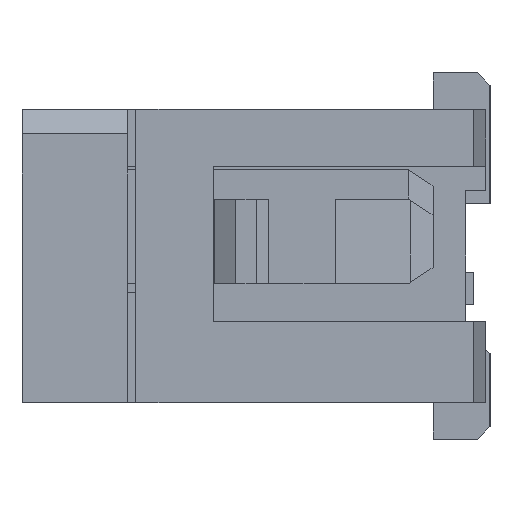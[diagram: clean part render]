
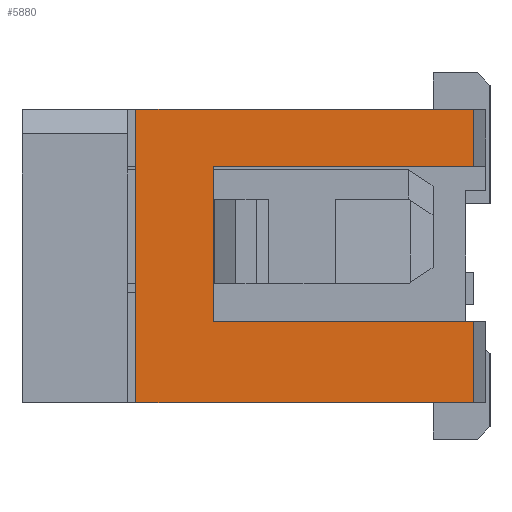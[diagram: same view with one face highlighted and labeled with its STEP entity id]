
A CAD part, left-side view. The second image highlights one B-rep face of the part: STEP entity #5880.
In plain terms, the highlighted planar face has unit normal (-1, 0, 0).
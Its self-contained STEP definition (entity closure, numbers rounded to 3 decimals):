
#1=DIRECTION('',(0.,0.,-1.));
#2=VECTOR('',#1,3.6);
#3=CARTESIAN_POINT('',(-6.425,4.3,1.8));
#4=LINE('',#3,#2);
#5=DIRECTION('',(0.,-1.,0.));
#6=VECTOR('',#5,4.15);
#7=CARTESIAN_POINT('',(-6.425,4.3,1.8));
#8=LINE('',#7,#6);
#9=DIRECTION('',(0.,0.,-1.));
#10=VECTOR('',#9,0.7);
#11=CARTESIAN_POINT('',(-6.425,0.15,1.8));
#12=LINE('',#11,#10);
#13=DIRECTION('',(0.,1.,0.));
#14=VECTOR('',#13,3.2);
#15=CARTESIAN_POINT('',(-6.425,0.15,1.1));
#16=LINE('',#15,#14);
#17=DIRECTION('',(0.,0.,-1.));
#18=VECTOR('',#17,1.9);
#19=CARTESIAN_POINT('',(-6.425,3.35,1.1));
#20=LINE('',#19,#18);
#21=DIRECTION('',(0.,0.,-1.));
#22=VECTOR('',#21,1.);
#23=CARTESIAN_POINT('',(-6.425,0.15,-0.8));
#24=LINE('',#23,#22);
#25=DIRECTION('',(0.,1.,0.));
#26=VECTOR('',#25,4.15);
#27=CARTESIAN_POINT('',(-6.425,0.15,-1.8));
#28=LINE('',#27,#26);
#1053=DIRECTION('',(0.,1.,0.));
#1054=VECTOR('',#1053,3.2);
#1055=CARTESIAN_POINT('',(-6.425,0.15,-0.8));
#1056=LINE('',#1055,#1054);
#4425=CARTESIAN_POINT('',(-6.425,4.3,1.8));
#4426=CARTESIAN_POINT('',(-6.425,4.3,-1.8));
#4427=VERTEX_POINT('',#4425);
#4428=VERTEX_POINT('',#4426);
#4437=CARTESIAN_POINT('',(-6.425,0.15,1.8));
#4438=VERTEX_POINT('',#4437);
#4445=CARTESIAN_POINT('',(-6.425,0.15,-1.8));
#4446=VERTEX_POINT('',#4445);
#4515=CARTESIAN_POINT('',(-6.425,0.15,1.1));
#4516=VERTEX_POINT('',#4515);
#4517=CARTESIAN_POINT('',(-6.425,0.15,-0.8));
#4518=VERTEX_POINT('',#4517);
#4639=CARTESIAN_POINT('',(-6.425,3.35,1.1));
#4640=CARTESIAN_POINT('',(-6.425,3.35,-0.8));
#4641=VERTEX_POINT('',#4639);
#4642=VERTEX_POINT('',#4640);
#5857=CARTESIAN_POINT('',(-6.425,0.,0.));
#5858=DIRECTION('',(1.,0.,0.));
#5859=DIRECTION('',(0.,-1.,0.));
#5860=AXIS2_PLACEMENT_3D('',#5857,#5858,#5859);
#5861=PLANE('',#5860);
#5863=ORIENTED_EDGE('',*,*,#5862,.F.);
#5865=ORIENTED_EDGE('',*,*,#5864,.T.);
#5867=ORIENTED_EDGE('',*,*,#5866,.T.);
#5869=ORIENTED_EDGE('',*,*,#5868,.T.);
#5871=ORIENTED_EDGE('',*,*,#5870,.T.);
#5873=ORIENTED_EDGE('',*,*,#5872,.F.);
#5875=ORIENTED_EDGE('',*,*,#5874,.T.);
#5877=ORIENTED_EDGE('',*,*,#5876,.T.);
#5878=EDGE_LOOP('',(#5863,#5865,#5867,#5869,#5871,#5873,#5875,#5877));
#5879=FACE_OUTER_BOUND('',#5878,.F.);
#5880=ADVANCED_FACE('',(#5879),#5861,.F.);
#5862=EDGE_CURVE('',#4427,#4428,#4,.T.);
#5864=EDGE_CURVE('',#4427,#4438,#8,.T.);
#5866=EDGE_CURVE('',#4438,#4516,#12,.T.);
#5868=EDGE_CURVE('',#4516,#4641,#16,.T.);
#5870=EDGE_CURVE('',#4641,#4642,#20,.T.);
#5872=EDGE_CURVE('',#4518,#4642,#1056,.T.);
#5874=EDGE_CURVE('',#4518,#4446,#24,.T.);
#5876=EDGE_CURVE('',#4446,#4428,#28,.T.);
